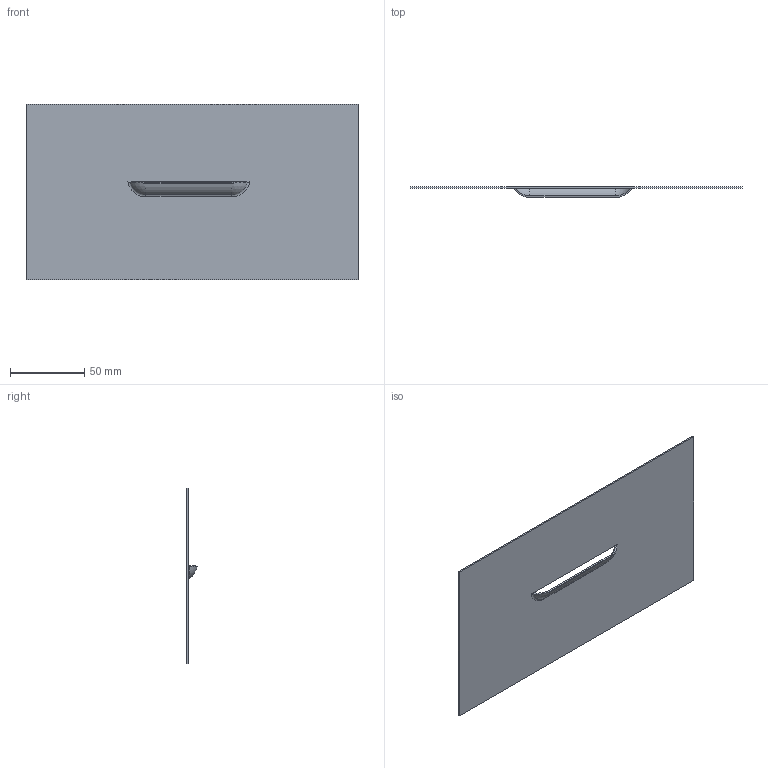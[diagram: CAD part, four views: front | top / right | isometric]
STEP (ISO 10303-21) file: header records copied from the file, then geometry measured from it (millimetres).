
FILE_DESCRIPTION (( 'STEP AP203' ), '1' );
FILE_NAME ('Bodenblech_2.STEP', '2014-06-13T14:42:06', ( '' ), ( '' ), 'SwSTEP 2.0', 'SolidWorks 2014', '' );
FILE_SCHEMA (( 'CONFIG_CONTROL_DESIGN' ));
Length unit declared in the file: millimetre
Products named in the file (1): Bodenblech_2
Bounding box: 224.11 x 7.17 x 118.79 mm (x, y, z)
Volume: 26780.3 mm3; surface area: 54408.4 mm2
Topology: 1 solids, 1 shells, 32 faces, 68 edges, 38 vertices
Faces by surface type: plane 10, cone 6, torus 4, cylinder 4, bspline 4, sphere 4
Entity records: 1043 total; most frequent: CARTESIAN_POINT 309, ORIENTED_EDGE 136, DIRECTION 132, EDGE_CURVE 68, AXIS2_PLACEMENT_3D 53, VERTEX_POINT 38, EDGE_LOOP 34, FACE_OUTER_BOUND 32
